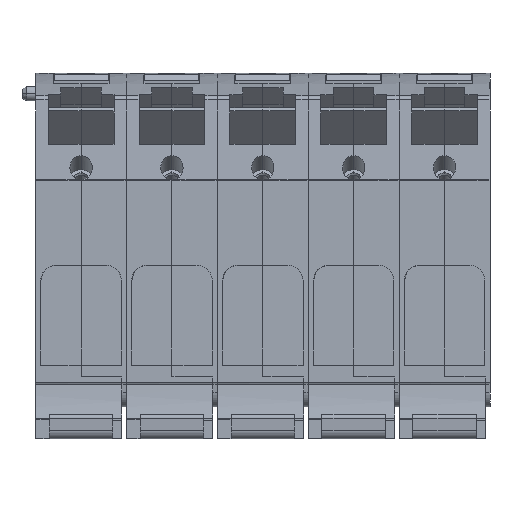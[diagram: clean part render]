
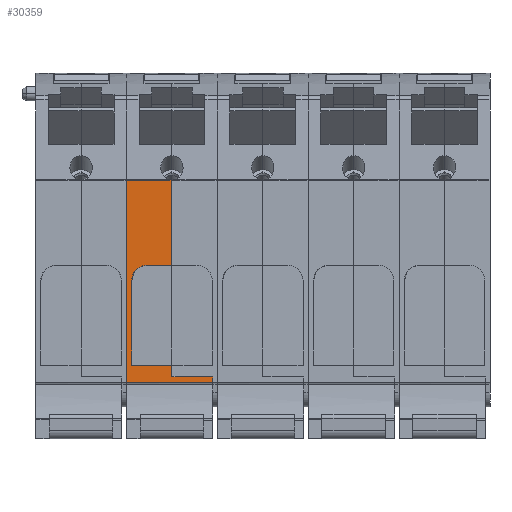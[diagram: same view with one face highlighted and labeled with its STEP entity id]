
A CAD part, front view. The second image highlights one B-rep face of the part: STEP entity #30359.
In plain terms, the highlighted planar face has unit normal (0, -1, 0).
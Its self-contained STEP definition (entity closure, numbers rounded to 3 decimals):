
#30272=AXIS2_PLACEMENT_3D('Plane Axis2P3D',#30269,#30270,#30271) ;
#28398=CARTESIAN_POINT('Vertex',(42.,1.53,13.6)) ;
#28401=CARTESIAN_POINT('Line Origine',(42.,1.53,13.025)) ;
#28405=CARTESIAN_POINT('Vertex',(42.,1.53,12.45)) ;
#29572=CARTESIAN_POINT('Vertex',(23.,1.53,12.45)) ;
#29575=CARTESIAN_POINT('Line Origine',(23.,1.53,34.7)) ;
#29579=CARTESIAN_POINT('Vertex',(23.,1.53,56.95)) ;
#30254=CARTESIAN_POINT('Vertex',(33.,1.53,13.6)) ;
#30257=CARTESIAN_POINT('Line Origine',(37.5,1.53,13.6)) ;
#30269=CARTESIAN_POINT('Axis2P3D Location',(23.,1.53,13.45)) ;
#30274=CARTESIAN_POINT('Line Origine',(32.5,1.53,12.45)) ;
#30279=CARTESIAN_POINT('Line Origine',(33.,1.53,14.9)) ;
#30283=CARTESIAN_POINT('Vertex',(33.,1.53,16.2)) ;
#30286=CARTESIAN_POINT('Line Origine',(28.575,1.53,16.2)) ;
#30290=CARTESIAN_POINT('Vertex',(24.15,1.53,16.2)) ;
#30293=CARTESIAN_POINT('Line Origine',(24.15,1.53,25.546)) ;
#30297=CARTESIAN_POINT('Vertex',(24.15,1.53,34.892)) ;
#30301=CARTESIAN_POINT('Control Point',(27.485,1.53,38.202)) ;
#30302=CARTESIAN_POINT('Control Point',(27.128,1.53,38.201)) ;
#30303=CARTESIAN_POINT('Control Point',(26.771,1.53,38.15)) ;
#30304=CARTESIAN_POINT('Control Point',(26.424,1.53,38.051)) ;
#30305=CARTESIAN_POINT('Control Point',(25.758,1.53,37.763)) ;
#30306=CARTESIAN_POINT('Control Point',(25.192,1.53,37.314)) ;
#30307=CARTESIAN_POINT('Control Point',(24.939,1.53,37.051)) ;
#30308=CARTESIAN_POINT('Control Point',(24.529,1.53,36.493)) ;
#30309=CARTESIAN_POINT('Control Point',(24.274,1.53,35.855)) ;
#30310=CARTESIAN_POINT('Control Point',(24.192,1.53,35.538)) ;
#30311=CARTESIAN_POINT('Control Point',(24.15,1.53,35.215)) ;
#30312=CARTESIAN_POINT('Control Point',(24.15,1.53,34.892)) ;
#30313=CARTESIAN_POINT('Vertex',(27.485,1.53,38.202)) ;
#30316=CARTESIAN_POINT('Line Origine',(30.242,1.53,38.202)) ;
#30320=CARTESIAN_POINT('Vertex',(33.,1.53,38.202)) ;
#30323=CARTESIAN_POINT('Line Origine',(33.,1.53,47.571)) ;
#30327=CARTESIAN_POINT('Vertex',(33.,1.53,56.94)) ;
#30331=CARTESIAN_POINT('Control Point',(32.793,1.53,56.95)) ;
#30332=CARTESIAN_POINT('Control Point',(32.834,1.53,56.946)) ;
#30333=CARTESIAN_POINT('Control Point',(32.875,1.53,56.943)) ;
#30334=CARTESIAN_POINT('Control Point',(32.917,1.53,56.941)) ;
#30335=CARTESIAN_POINT('Control Point',(32.958,1.53,56.94)) ;
#30336=CARTESIAN_POINT('Control Point',(33.,1.53,56.94)) ;
#30337=CARTESIAN_POINT('Vertex',(32.793,1.53,56.95)) ;
#30340=CARTESIAN_POINT('Line Origine',(27.896,1.53,56.95)) ;
#28402=DIRECTION('Vector Direction',(0.,0.,1.)) ;
#29576=DIRECTION('Vector Direction',(0.,0.,1.)) ;
#30258=DIRECTION('Vector Direction',(1.,0.,0.)) ;
#30270=DIRECTION('Axis2P3D Direction',(0.,1.,0.)) ;
#30271=DIRECTION('Axis2P3D XDirection',(0.,0.,1.)) ;
#30275=DIRECTION('Vector Direction',(-1.,0.,0.)) ;
#30280=DIRECTION('Vector Direction',(0.,0.,1.)) ;
#30287=DIRECTION('Vector Direction',(1.,0.,0.)) ;
#30294=DIRECTION('Vector Direction',(0.,0.,-1.)) ;
#30317=DIRECTION('Vector Direction',(-1.,0.,0.)) ;
#30324=DIRECTION('Vector Direction',(0.,0.,1.)) ;
#30341=DIRECTION('Vector Direction',(1.,0.,0.)) ;
#28403=VECTOR('Line Direction',#28402,1.) ;
#29577=VECTOR('Line Direction',#29576,1.) ;
#30259=VECTOR('Line Direction',#30258,1.) ;
#30276=VECTOR('Line Direction',#30275,1.) ;
#30281=VECTOR('Line Direction',#30280,1.) ;
#30288=VECTOR('Line Direction',#30287,1.) ;
#30295=VECTOR('Line Direction',#30294,1.) ;
#30318=VECTOR('Line Direction',#30317,1.) ;
#30325=VECTOR('Line Direction',#30324,1.) ;
#30342=VECTOR('Line Direction',#30341,1.) ;
#30346=ORIENTED_EDGE('',*,*,#30278,.F.) ;
#30347=ORIENTED_EDGE('',*,*,#28407,.F.) ;
#30348=ORIENTED_EDGE('',*,*,#30261,.T.) ;
#30349=ORIENTED_EDGE('',*,*,#30285,.T.) ;
#30350=ORIENTED_EDGE('',*,*,#30292,.F.) ;
#30351=ORIENTED_EDGE('',*,*,#30299,.T.) ;
#30352=ORIENTED_EDGE('',*,*,#30315,.T.) ;
#30353=ORIENTED_EDGE('',*,*,#30322,.T.) ;
#30354=ORIENTED_EDGE('',*,*,#30329,.F.) ;
#30355=ORIENTED_EDGE('',*,*,#30339,.F.) ;
#30356=ORIENTED_EDGE('',*,*,#30344,.F.) ;
#30357=ORIENTED_EDGE('',*,*,#29581,.F.) ;
#30359=ADVANCED_FACE('MLD L',(#30358),#30273,.F.) ;
#30300=B_SPLINE_CURVE_WITH_KNOTS('',5,(#30301,#30302,#30303,#30304,#30305,#30306,#30307,#30308,#30309,#30310,#30311,#30312),.UNSPECIFIED.,.F.,.U.,(6,3,3,6),(0.,2.513,5.067,7.383),.UNSPECIFIED.) ;
#30330=B_SPLINE_CURVE_WITH_KNOTS('',5,(#30331,#30332,#30333,#30334,#30335,#30336),.UNSPECIFIED.,.F.,.U.,(6,6),(0.,0.294),.UNSPECIFIED.) ;
#28407=EDGE_CURVE('',#28399,#28406,#28404,.F.) ;
#29581=EDGE_CURVE('',#29573,#29580,#29578,.T.) ;
#30261=EDGE_CURVE('',#28399,#30255,#30260,.F.) ;
#30278=EDGE_CURVE('',#28406,#29573,#30277,.T.) ;
#30285=EDGE_CURVE('',#30255,#30284,#30282,.T.) ;
#30292=EDGE_CURVE('',#30291,#30284,#30289,.T.) ;
#30299=EDGE_CURVE('',#30291,#30298,#30296,.F.) ;
#30315=EDGE_CURVE('',#30298,#30314,#30300,.F.) ;
#30322=EDGE_CURVE('',#30314,#30321,#30319,.F.) ;
#30329=EDGE_CURVE('',#30328,#30321,#30326,.F.) ;
#30339=EDGE_CURVE('',#30338,#30328,#30330,.T.) ;
#30344=EDGE_CURVE('',#29580,#30338,#30343,.T.) ;
#30345=EDGE_LOOP('',(#30346,#30347,#30348,#30349,#30350,#30351,#30352,#30353,#30354,#30355,#30356,#30357)) ;
#30358=FACE_OUTER_BOUND('',#30345,.T.) ;
#28404=LINE('Line',#28401,#28403) ;
#29578=LINE('Line',#29575,#29577) ;
#30260=LINE('Line',#30257,#30259) ;
#30277=LINE('Line',#30274,#30276) ;
#30282=LINE('Line',#30279,#30281) ;
#30289=LINE('Line',#30286,#30288) ;
#30296=LINE('Line',#30293,#30295) ;
#30319=LINE('Line',#30316,#30318) ;
#30326=LINE('Line',#30323,#30325) ;
#30343=LINE('Line',#30340,#30342) ;
#30273=PLANE('',#30272) ;
#28399=VERTEX_POINT('',#28398) ;
#28406=VERTEX_POINT('',#28405) ;
#29573=VERTEX_POINT('',#29572) ;
#29580=VERTEX_POINT('',#29579) ;
#30255=VERTEX_POINT('',#30254) ;
#30284=VERTEX_POINT('',#30283) ;
#30291=VERTEX_POINT('',#30290) ;
#30298=VERTEX_POINT('',#30297) ;
#30314=VERTEX_POINT('',#30313) ;
#30321=VERTEX_POINT('',#30320) ;
#30328=VERTEX_POINT('',#30327) ;
#30338=VERTEX_POINT('',#30337) ;
